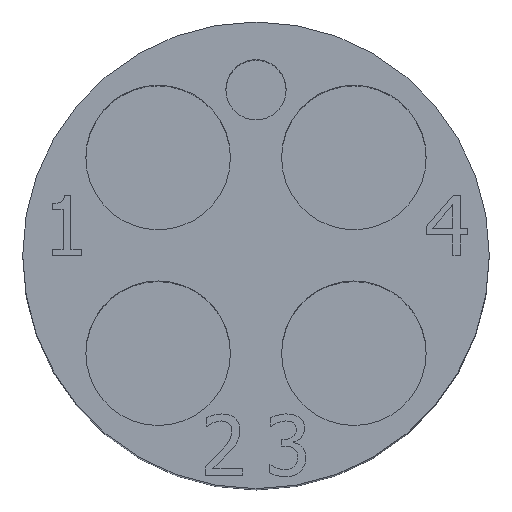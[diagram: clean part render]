
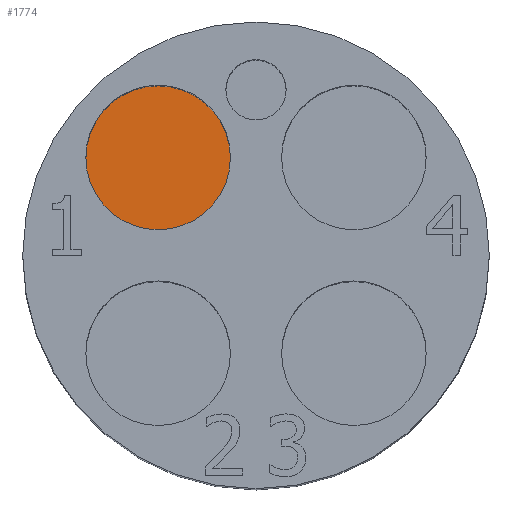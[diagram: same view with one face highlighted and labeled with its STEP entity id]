
A CAD part, top view. The second image highlights one B-rep face of the part: STEP entity #1774.
In plain terms, the highlighted planar face has unit normal (0, 0, 1).
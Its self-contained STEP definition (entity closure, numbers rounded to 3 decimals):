
#56=CIRCLE($,#1878,2.4);
#286=FACE_OUTER_BOUND($,#421,.T.);
#421=EDGE_LOOP($,(#1588));
#885=VERTEX_POINT($,#3237);
#1122=EDGE_CURVE($,#885,#885,#56,.T.);
#1588=ORIENTED_EDGE($,*,*,#1122,.T.);
#1652=PLANE($,#1879);
#1774=ADVANCED_FACE($,(#286),#1652,.F.);
#1878=AXIS2_PLACEMENT_3D($,#3238,#2224,#2225);
#1879=AXIS2_PLACEMENT_3D($,#3239,#2226,#2227);
#2224=DIRECTION('center_axis',(0.,0.,1.));
#2225=DIRECTION('ref_axis',(-1.,0.,0.));
#2226=DIRECTION('center_axis',(0.,0.,-1.));
#2227=DIRECTION('ref_axis',(-1.,0.,0.));
#3237=CARTESIAN_POINT('',(-0.85,3.25,12.5));
#3238=CARTESIAN_POINT('Origin',(-3.25,3.25,12.5));
#3239=CARTESIAN_POINT('Origin',(-3.25,3.25,12.5));
